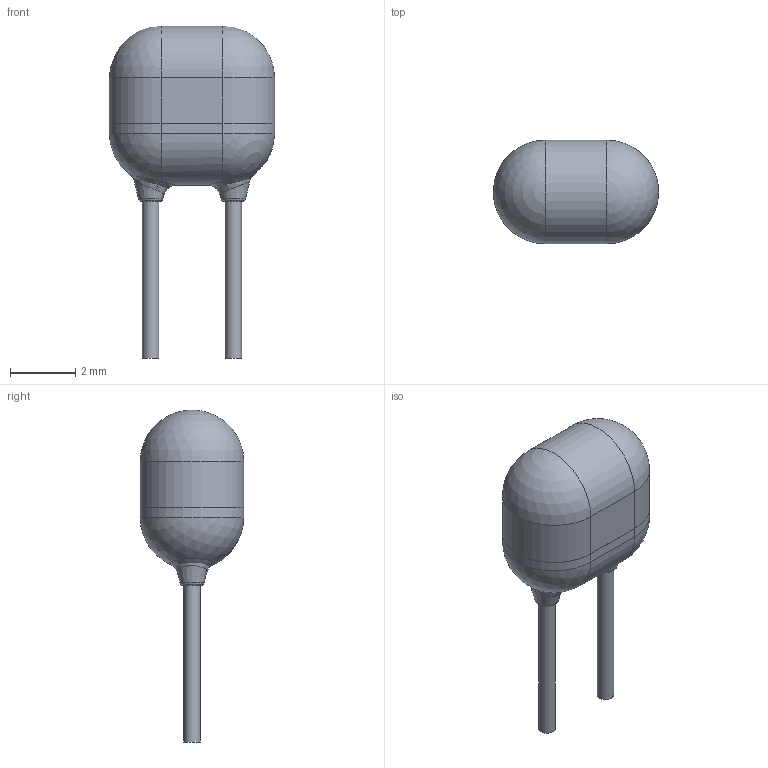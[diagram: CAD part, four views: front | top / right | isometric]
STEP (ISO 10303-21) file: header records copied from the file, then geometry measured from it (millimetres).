
FILE_DESCRIPTION(/* description */ (''),/* implementation_level */ '2;1');
FILE_NAME(/* name */ 'CAPRR254-318X508X660.stp',/* time_stamp */ '2015-04-22T15:13:47+02:00',/* author */ ('admchouv'),/* organization */ (''),/* preprocessor_version */ 'ST-DEVELOPER v15.5',/* originating_system */ 'AutoCAD Mechanical',/* authorisation */ '');
FILE_SCHEMA (('AUTOMOTIVE_DESIGN { 1 0 10303 214 3 1 1 }'));
Length unit declared in the file: millimetre
Products named in the file (1): Product
Bounding box: 5.08 x 3.18 x 10.2 mm (x, y, z)
Volume: 59 mm3; surface area: 124.9 mm2
Topology: 4 solids, 4 shells, 34 faces, 73 edges, 44 vertices
Faces by surface type: plane 14, cylinder 8, sphere 4, bspline 4, torus 2, cone 2
Full cylindrical faces by diameter (mm): 0.508 x2
Entity records: 1059 total; most frequent: CARTESIAN_POINT 364, DIRECTION 144, ORIENTED_EDGE 116, AXIS2_PLACEMENT_3D 63, EDGE_CURVE 58, EDGE_LOOP 40, VERTEX_POINT 38, FACE_OUTER_BOUND 34
